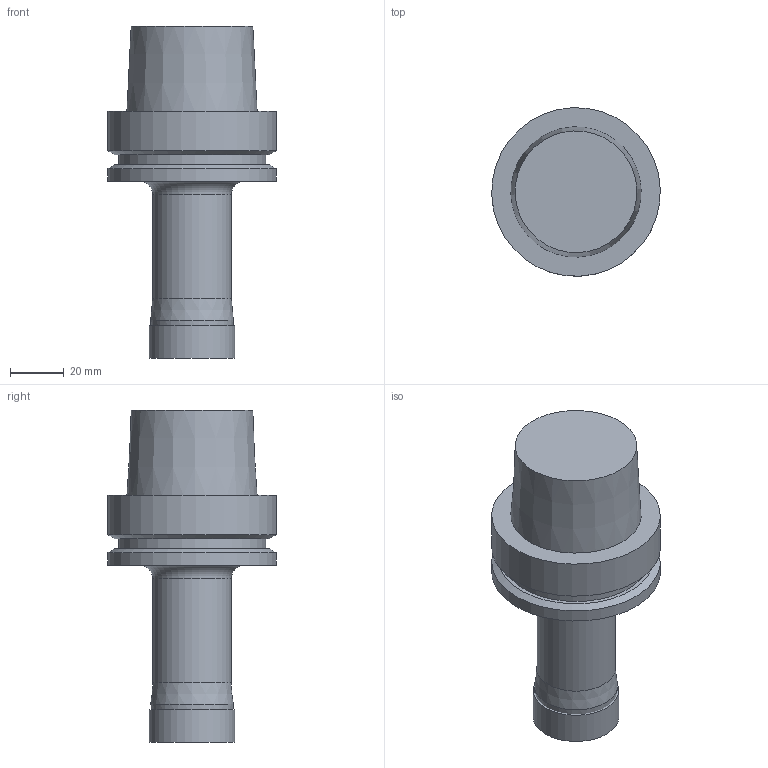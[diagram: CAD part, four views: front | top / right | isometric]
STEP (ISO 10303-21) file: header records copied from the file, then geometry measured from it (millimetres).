
FILE_DESCRIPTION(/* description */ ('3-D model version:1'),/* implementation_level */ '2;1');
FILE_NAME(/* name */ 'R790-032HA06S2-16M',/* time_stamp */ '2015-10-15T08:55:46+02:00',/* author */ ('InteractiveCad'),/* organization */ ('AB Sandvik Coromant'),/* preprocessor_version */ 'ST-DEVELOPER v15',/* originating_system */ 'SIEMENS PLM Software NX 8.5',/* authorisation */ '');
FILE_SCHEMA (('AP203_CONFIGURATION_CONTROLLED_3D_DESIGN_OF_MECHANICAL_PARTS_AND_ASSEMBLIES_MIM_LF { 1 0 10303 403 2 1 2}'));
Length unit declared in the file: millimetre
Products named in the file (1): R790_032HA06S2_16M_SIM
Bounding box: 62.88 x 62.88 x 123.9 mm (x, y, z)
Volume: 185612.5 mm3; surface area: 25626.9 mm2
Topology: 2 solids, 2 shells, 26 faces, 47 edges, 30 vertices
Faces by surface type: plane 9, cone 7, cylinder 6, torus 4
Full cylindrical faces by diameter (mm): 10 x1, 29.286 x1, 32 x1, 54.95 x1, 62.94 x2
Entity records: 618 total; most frequent: DIRECTION 104, CARTESIAN_POINT 77, AXIS2_PLACEMENT_3D 52, EDGE_LOOP 50, ORIENTED_EDGE 50, FACE_BOUND 48, ADVANCED_FACE 26, VERTEX_POINT 25
